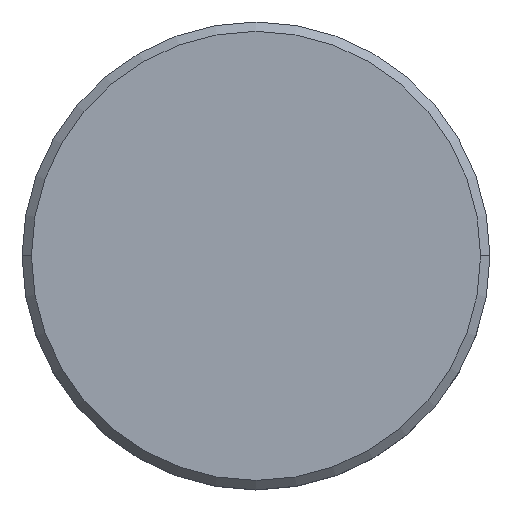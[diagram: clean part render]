
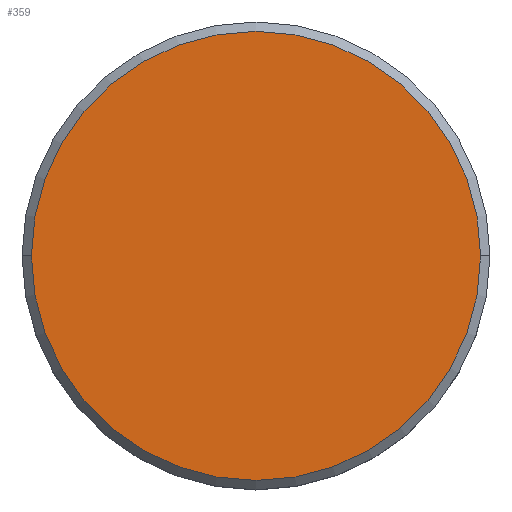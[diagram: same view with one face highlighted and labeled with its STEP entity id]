
A CAD part, top view. The second image highlights one B-rep face of the part: STEP entity #359.
In plain terms, the highlighted planar face has unit normal (0, 0, 1).
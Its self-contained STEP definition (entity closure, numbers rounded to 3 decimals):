
#1 = CARTESIAN_POINT ( 'NONE',  ( -12., 0., 0. ) ) ;
#15 = PLANE ( 'NONE',  #507 ) ;
#104 = EDGE_LOOP ( 'NONE', ( #138, #679 ) ) ;
#124 = FACE_OUTER_BOUND ( 'NONE', #104, .T. ) ;
#138 = ORIENTED_EDGE ( 'NONE', *, *, #1177, .T. ) ;
#143 = CARTESIAN_POINT ( 'NONE',  ( 12., 0., 0. ) ) ;
#220 = VERTEX_POINT ( 'NONE', #1 ) ;
#296 = CARTESIAN_POINT ( 'NONE',  ( 0., 0., 0. ) ) ;
#359 = ADVANCED_FACE ( 'NONE', ( #124 ), #15, .T. ) ;
#432 = CIRCLE ( 'NONE', #1099, 12. ) ;
#493 = EDGE_CURVE ( 'NONE', #723, #220, #795, .T. ) ;
#507 = AXIS2_PLACEMENT_3D ( 'NONE', #930, #857, #1103 ) ;
#529 = AXIS2_PLACEMENT_3D ( 'NONE', #793, #1140, #1151 ) ;
#668 = DIRECTION ( 'NONE',  ( 1., 0., 0. ) ) ;
#679 = ORIENTED_EDGE ( 'NONE', *, *, #493, .T. ) ;
#723 = VERTEX_POINT ( 'NONE', #143 ) ;
#793 = CARTESIAN_POINT ( 'NONE',  ( 0., 0., 0. ) ) ;
#795 = CIRCLE ( 'NONE', #529, 12. ) ;
#857 = DIRECTION ( 'NONE',  ( 0., 0., 1. ) ) ;
#930 = CARTESIAN_POINT ( 'NONE',  ( 0., 0., 0. ) ) ;
#1042 = DIRECTION ( 'NONE',  ( 0., 0., 1. ) ) ;
#1099 = AXIS2_PLACEMENT_3D ( 'NONE', #296, #1042, #668 ) ;
#1103 = DIRECTION ( 'NONE',  ( 1., 0., 0. ) ) ;
#1140 = DIRECTION ( 'NONE',  ( 0., 0., 1. ) ) ;
#1151 = DIRECTION ( 'NONE',  ( 1., 0., 0. ) ) ;
#1177 = EDGE_CURVE ( 'NONE', #220, #723, #432, .T. ) ;
